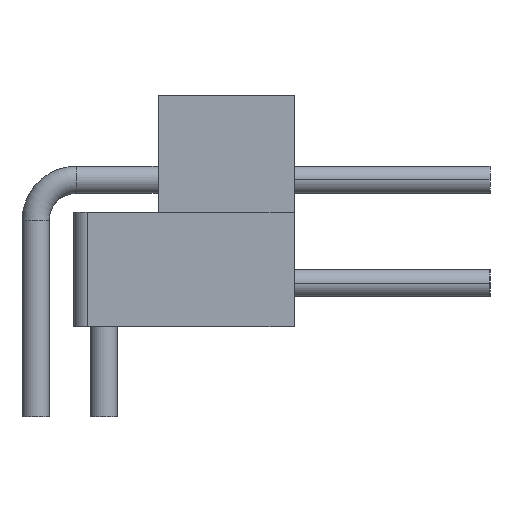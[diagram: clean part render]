
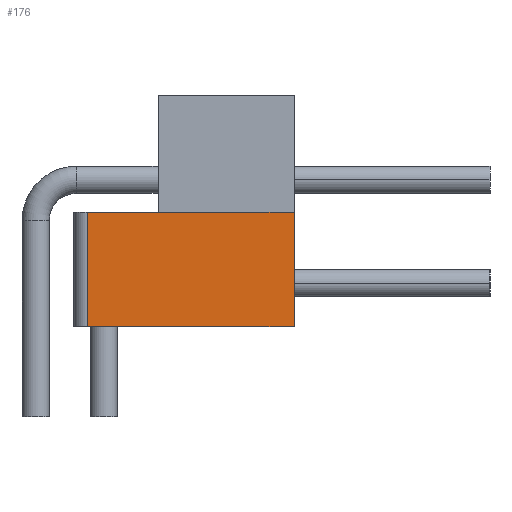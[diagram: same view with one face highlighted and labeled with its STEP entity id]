
A CAD part, front view. The second image highlights one B-rep face of the part: STEP entity #176.
In plain terms, the highlighted planar face has unit normal (0, -1, 0).
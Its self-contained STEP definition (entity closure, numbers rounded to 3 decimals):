
#137=CARTESIAN_POINT('',(7.38,-82.8,-0.21));
#138=DIRECTION('',(0.0,-1.0,0.0));
#139=DIRECTION('',(1.0,0.0,0.0));
#140=AXIS2_PLACEMENT_3D('',#137,#138,#139);
#141=PLANE('',#140);
#142=CARTESIAN_POINT('',(7.,-82.8,4.2));
#143=VERTEX_POINT('',#142);
#144=CARTESIAN_POINT('',(7.,-82.8,0.));
#145=VERTEX_POINT('',#144);
#146=CARTESIAN_POINT('',(7.,-82.8,4.2));
#147=DIRECTION('',(0.0,0.0,-1.0));
#148=VECTOR('',#147,4.2);
#149=LINE('',#146,#148);
#150=EDGE_CURVE('',#143,#145,#149,.T.);
#151=ORIENTED_EDGE('',*,*,#150,.F.);
#152=CARTESIAN_POINT('',(-0.6,-82.8,4.2));
#153=VERTEX_POINT('',#152);
#154=CARTESIAN_POINT('',(7.,-82.8,4.2));
#155=DIRECTION('',(-1.0,0.0,0.0));
#156=VECTOR('',#155,7.6);
#157=LINE('',#154,#156);
#158=EDGE_CURVE('',#143,#153,#157,.T.);
#159=ORIENTED_EDGE('',*,*,#158,.T.);
#160=CARTESIAN_POINT('',(-0.6,-82.8,0.));
#161=VERTEX_POINT('',#160);
#162=CARTESIAN_POINT('',(-0.6,-82.8,4.2));
#163=DIRECTION('',(0.0,0.0,-1.0));
#164=VECTOR('',#163,4.2);
#165=LINE('',#162,#164);
#166=EDGE_CURVE('',#153,#161,#165,.T.);
#167=ORIENTED_EDGE('',*,*,#166,.T.);
#168=CARTESIAN_POINT('',(7.,-82.8,0.));
#169=DIRECTION('',(-1.0,0.0,0.0));
#170=VECTOR('',#169,7.6);
#171=LINE('',#168,#170);
#172=EDGE_CURVE('',#145,#161,#171,.T.);
#173=ORIENTED_EDGE('',*,*,#172,.F.);
#174=EDGE_LOOP('',(#151,#159,#167,#173));
#175=FACE_OUTER_BOUND('',#174,.T.);
#176=ADVANCED_FACE('',(#175),#141,.T.);
